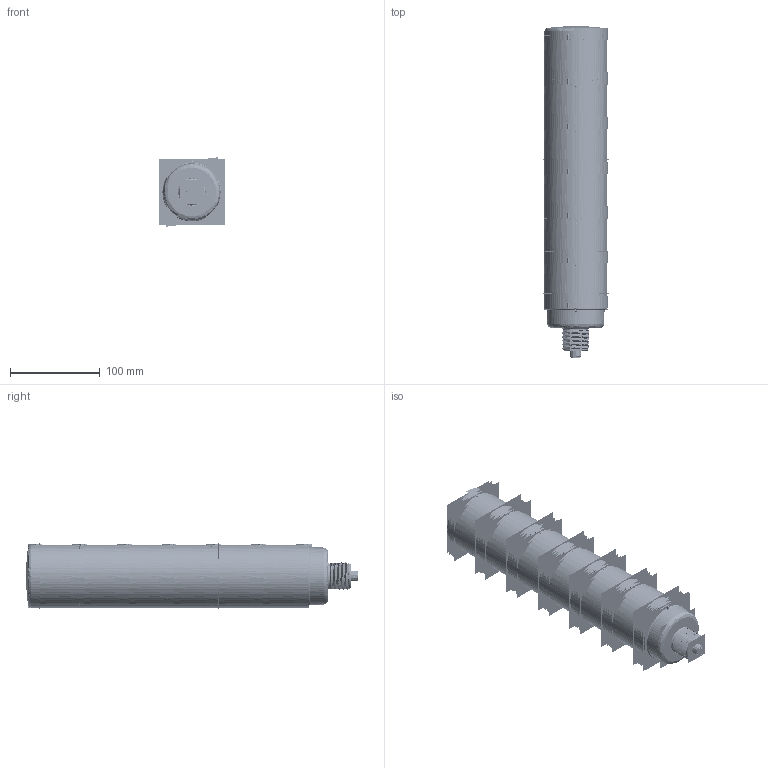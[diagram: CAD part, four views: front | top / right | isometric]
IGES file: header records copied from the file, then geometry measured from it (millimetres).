
Start section:  PTC IGES file: 209699.igs
Global section: file name: 209699.igs; native system: Creo Parametric by PTC Inc.; preprocessor: 2018300; author: pdmadmin; organization: Unknown; date: 20190509.100746; units: millimetre
Bounding box: 74.3 x 369.18 x 77.3 mm (x, y, z)
Volume: 340027.9 mm3; surface area: 2091174.5 mm2
Topology: 16 solids, 23 shells, 8526 faces, 41809 edges, 52176 vertices
Faces by surface type: revolution 4362, bspline 4164
